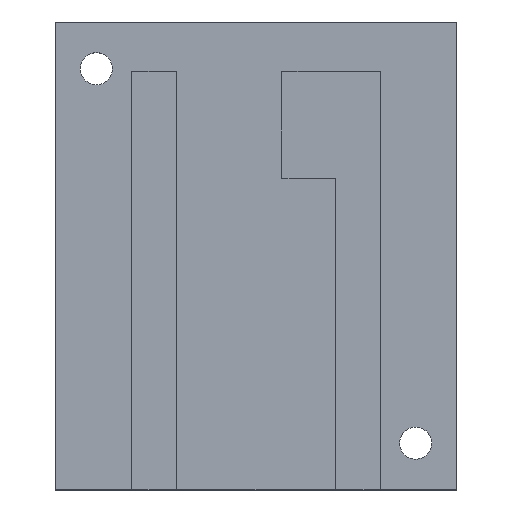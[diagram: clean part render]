
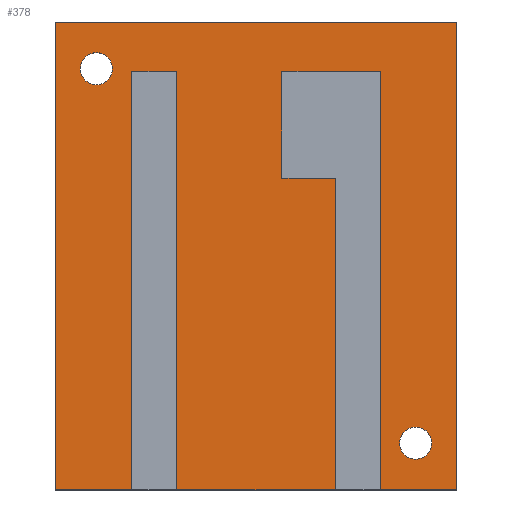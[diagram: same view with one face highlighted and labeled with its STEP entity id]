
A CAD part, top view. The second image highlights one B-rep face of the part: STEP entity #378.
In plain terms, the highlighted planar face has unit normal (0, 0, 1).
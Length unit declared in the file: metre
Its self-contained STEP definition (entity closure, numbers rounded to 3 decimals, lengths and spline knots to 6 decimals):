
#12=LINE('',#557,#54);
#13=LINE('',#560,#55);
#14=LINE('',#562,#56);
#15=LINE('',#564,#57);
#16=LINE('',#566,#58);
#17=LINE('',#568,#59);
#18=LINE('',#570,#60);
#19=LINE('',#572,#61);
#20=LINE('',#574,#62);
#21=LINE('',#576,#63);
#22=LINE('',#578,#64);
#23=LINE('',#580,#65);
#24=LINE('',#582,#66);
#25=LINE('',#584,#67);
#54=VECTOR('',#457,1.);
#55=VECTOR('',#458,1.);
#56=VECTOR('',#459,1.);
#57=VECTOR('',#460,1.);
#58=VECTOR('',#461,1.);
#59=VECTOR('',#462,1.);
#60=VECTOR('',#463,1.);
#61=VECTOR('',#464,1.);
#62=VECTOR('',#465,1.);
#63=VECTOR('',#466,1.);
#64=VECTOR('',#467,1.);
#65=VECTOR('',#468,1.);
#66=VECTOR('',#469,1.);
#67=VECTOR('',#470,1.);
#96=PLANE('',#417);
#118=ORIENTED_EDGE('',*,*,#214,.F.);
#119=ORIENTED_EDGE('',*,*,#216,.F.);
#120=ORIENTED_EDGE('',*,*,#218,.F.);
#121=ORIENTED_EDGE('',*,*,#219,.T.);
#122=ORIENTED_EDGE('',*,*,#220,.F.);
#123=ORIENTED_EDGE('',*,*,#221,.F.);
#124=ORIENTED_EDGE('',*,*,#222,.F.);
#125=ORIENTED_EDGE('',*,*,#223,.T.);
#126=ORIENTED_EDGE('',*,*,#224,.F.);
#127=ORIENTED_EDGE('',*,*,#225,.F.);
#128=ORIENTED_EDGE('',*,*,#226,.T.);
#129=ORIENTED_EDGE('',*,*,#227,.T.);
#130=ORIENTED_EDGE('',*,*,#228,.F.);
#131=ORIENTED_EDGE('',*,*,#229,.F.);
#132=ORIENTED_EDGE('',*,*,#230,.T.);
#133=ORIENTED_EDGE('',*,*,#231,.F.);
#214=EDGE_CURVE('',#264,#264,#300,.T.);
#216=EDGE_CURVE('',#266,#266,#302,.T.);
#218=EDGE_CURVE('',#268,#269,#12,.T.);
#219=EDGE_CURVE('',#268,#270,#13,.T.);
#220=EDGE_CURVE('',#271,#270,#14,.T.);
#221=EDGE_CURVE('',#272,#271,#15,.T.);
#222=EDGE_CURVE('',#273,#272,#16,.T.);
#223=EDGE_CURVE('',#273,#274,#17,.T.);
#224=EDGE_CURVE('',#275,#274,#18,.T.);
#225=EDGE_CURVE('',#276,#275,#19,.T.);
#226=EDGE_CURVE('',#276,#277,#20,.T.);
#227=EDGE_CURVE('',#277,#278,#21,.T.);
#228=EDGE_CURVE('',#279,#278,#22,.T.);
#229=EDGE_CURVE('',#280,#279,#23,.T.);
#230=EDGE_CURVE('',#280,#281,#24,.T.);
#231=EDGE_CURVE('',#269,#281,#25,.T.);
#264=VERTEX_POINT('',#548);
#266=VERTEX_POINT('',#553);
#268=VERTEX_POINT('',#558);
#269=VERTEX_POINT('',#559);
#270=VERTEX_POINT('',#561);
#271=VERTEX_POINT('',#563);
#272=VERTEX_POINT('',#565);
#273=VERTEX_POINT('',#567);
#274=VERTEX_POINT('',#569);
#275=VERTEX_POINT('',#571);
#276=VERTEX_POINT('',#573);
#277=VERTEX_POINT('',#575);
#278=VERTEX_POINT('',#577);
#279=VERTEX_POINT('',#579);
#280=VERTEX_POINT('',#581);
#281=VERTEX_POINT('',#583);
#300=CIRCLE('',#412,0.0012);
#302=CIRCLE('',#415,0.0012);
#312=EDGE_LOOP('',(#118));
#313=EDGE_LOOP('',(#119));
#314=EDGE_LOOP('',(#120,#121,#122,#123,#124,#125,#126,#127,#128,#129,#130,
#131,#132,#133));
#344=FACE_BOUND('',#312,.T.);
#345=FACE_BOUND('',#313,.T.);
#346=FACE_BOUND('',#314,.T.);
#378=ADVANCED_FACE('',(#344,#345,#346),#96,.T.);
#412=AXIS2_PLACEMENT_3D('',#547,#445,#446);
#415=AXIS2_PLACEMENT_3D('',#552,#451,#452);
#417=AXIS2_PLACEMENT_3D('',#556,#455,#456);
#445=DIRECTION('',(0.,0.,1.));
#446=DIRECTION('',(1.,0.,0.));
#451=DIRECTION('',(0.,0.,1.));
#452=DIRECTION('',(1.,0.,0.));
#455=DIRECTION('',(0.,0.,1.));
#456=DIRECTION('',(1.,0.,0.));
#457=DIRECTION('',(-1.,0.,0.));
#458=DIRECTION('',(0.,-1.,0.));
#459=DIRECTION('',(-1.,0.,0.));
#460=DIRECTION('',(0.,-1.,0.));
#461=DIRECTION('',(1.,0.,0.));
#462=DIRECTION('',(0.,-1.,0.));
#463=DIRECTION('',(-1.,0.,0.));
#464=DIRECTION('',(0.,-1.,0.));
#465=DIRECTION('',(1.,0.,0.));
#466=DIRECTION('',(0.,-1.,0.));
#467=DIRECTION('',(-1.,0.,0.));
#468=DIRECTION('',(0.,-1.,0.));
#469=DIRECTION('',(-1.,0.,0.));
#470=DIRECTION('',(0.,-1.,0.));
#547=CARTESIAN_POINT('',(0.011945,-0.014,0.));
#548=CARTESIAN_POINT('',(0.013145,-0.014,0.));
#552=CARTESIAN_POINT('',(-0.011945,0.014,0.));
#553=CARTESIAN_POINT('',(-0.010745,0.014,0.));
#556=CARTESIAN_POINT('',(0.,0.001489,0.));
#557=CARTESIAN_POINT('',(0.00762,0.0138,0.));
#558=CARTESIAN_POINT('',(0.0093,0.0138,0.));
#559=CARTESIAN_POINT('',(0.00194,0.0138,0.));
#560=CARTESIAN_POINT('',(0.0093,-0.00185,0.));
#561=CARTESIAN_POINT('',(0.0093,-0.0175,0.));
#562=CARTESIAN_POINT('',(0.00762,-0.0175,0.));
#563=CARTESIAN_POINT('',(0.015,-0.0175,0.));
#564=CARTESIAN_POINT('',(0.015,0.,0.));
#565=CARTESIAN_POINT('',(0.015,0.0175,0.));
#566=CARTESIAN_POINT('',(0.,0.0175,0.));
#567=CARTESIAN_POINT('',(-0.015,0.0175,0.));
#568=CARTESIAN_POINT('',(-0.015,0.,0.));
#569=CARTESIAN_POINT('',(-0.015,-0.0175,0.));
#570=CARTESIAN_POINT('',(0.00762,-0.0175,0.));
#571=CARTESIAN_POINT('',(-0.0093,-0.0175,0.));
#572=CARTESIAN_POINT('',(-0.0093,-0.00185,0.));
#573=CARTESIAN_POINT('',(-0.0093,0.0138,0.));
#574=CARTESIAN_POINT('',(-0.00762,0.0138,0.));
#575=CARTESIAN_POINT('',(-0.00594,0.0138,0.));
#576=CARTESIAN_POINT('',(-0.00594,-0.00185,0.));
#577=CARTESIAN_POINT('',(-0.00594,-0.0175,0.));
#578=CARTESIAN_POINT('',(0.00762,-0.0175,0.));
#579=CARTESIAN_POINT('',(0.00594,-0.0175,0.));
#580=CARTESIAN_POINT('',(0.00594,-0.00585,0.));
#581=CARTESIAN_POINT('',(0.00594,0.0058,0.));
#582=CARTESIAN_POINT('',(0.00394,0.0058,0.));
#583=CARTESIAN_POINT('',(0.00194,0.0058,0.));
#584=CARTESIAN_POINT('',(0.00194,0.0098,0.));
